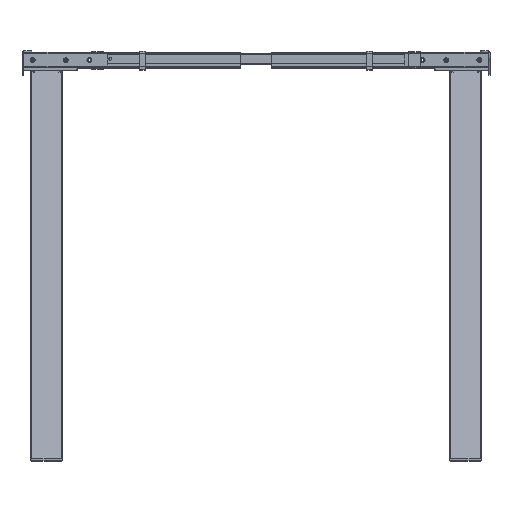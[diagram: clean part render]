
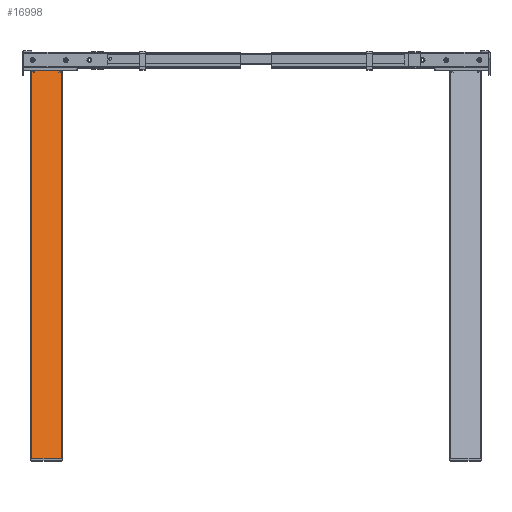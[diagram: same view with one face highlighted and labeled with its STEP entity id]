
A CAD part, top view. The second image highlights one B-rep face of the part: STEP entity #16998.
In plain terms, the highlighted planar face has unit normal (0, 0.242, 0.97).
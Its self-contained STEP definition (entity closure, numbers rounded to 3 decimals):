
#513 = VECTOR ( 'NONE', #16621, 1000. ) ;
#534 = VECTOR ( 'NONE', #16815, 1000. ) ;
#554 = CARTESIAN_POINT ( 'NONE',  ( -577., 1001.028, 147. ) ) ;
#568 = LINE ( 'NONE', #4807, #922 ) ;
#922 = VECTOR ( 'NONE', #13609, 1000. ) ;
#1168 = LINE ( 'NONE', #3708, #21607 ) ;
#1743 = ORIENTED_EDGE ( 'NONE', *, *, #29009, .T. ) ;
#2436 = AXIS2_PLACEMENT_3D ( 'NONE', #16964, #21734, #16764 ) ;
#3708 = CARTESIAN_POINT ( 'NONE',  ( -499., 1008.286, 145.19 ) ) ;
#4079 = LINE ( 'NONE', #21586, #534 ) ;
#4783 = VERTEX_POINT ( 'NONE', #8387 ) ;
#4807 = CARTESIAN_POINT ( 'NONE',  ( -499., 5., 395.338 ) ) ;
#5474 = EDGE_LOOP ( 'NONE', ( #25764, #26269, #1743, #26910 ) ) ;
#8387 = CARTESIAN_POINT ( 'NONE',  ( -499., 1001.028, 147. ) ) ;
#8946 = VERTEX_POINT ( 'NONE', #8960 ) ;
#8960 = CARTESIAN_POINT ( 'NONE',  ( -499., 5., 395.338 ) ) ;
#10348 = VERTEX_POINT ( 'NONE', #17375 ) ;
#13364 = LINE ( 'NONE', #554, #513 ) ;
#13467 = EDGE_CURVE ( 'NONE', #18635, #8946, #568, .T. ) ;
#13609 = DIRECTION ( 'NONE',  ( 1., 0., 0. ) ) ;
#16621 = DIRECTION ( 'NONE',  ( 1., 0., 0. ) ) ;
#16764 = DIRECTION ( 'NONE',  ( -1., 0., 0. ) ) ;
#16815 = DIRECTION ( 'NONE',  ( 0., -0.97, 0.242 ) ) ;
#16964 = CARTESIAN_POINT ( 'NONE',  ( -499., 1008.286, 145.19 ) ) ;
#16998 = ADVANCED_FACE ( 'NONE', ( #28859 ), #28658, .F. ) ;
#17375 = CARTESIAN_POINT ( 'NONE',  ( -575., 1001.028, 147. ) ) ;
#17745 = EDGE_CURVE ( 'NONE', #10348, #4783, #13364, .T. ) ;
#18635 = VERTEX_POINT ( 'NONE', #29682 ) ;
#21586 = CARTESIAN_POINT ( 'NONE',  ( -575., 1008.286, 145.19 ) ) ;
#21607 = VECTOR ( 'NONE', #28801, 1000. ) ;
#21734 = DIRECTION ( 'NONE',  ( 0., -0.242, -0.97 ) ) ;
#21803 = EDGE_CURVE ( 'NONE', #4783, #8946, #1168, .T. ) ;
#25764 = ORIENTED_EDGE ( 'NONE', *, *, #21803, .F. ) ;
#26269 = ORIENTED_EDGE ( 'NONE', *, *, #17745, .F. ) ;
#26910 = ORIENTED_EDGE ( 'NONE', *, *, #13467, .T. ) ;
#28658 = PLANE ( 'NONE',  #2436 ) ;
#28801 = DIRECTION ( 'NONE',  ( 0., -0.97, 0.242 ) ) ;
#28859 = FACE_OUTER_BOUND ( 'NONE', #5474, .T. ) ;
#29009 = EDGE_CURVE ( 'NONE', #10348, #18635, #4079, .T. ) ;
#29682 = CARTESIAN_POINT ( 'NONE',  ( -575., 5., 395.338 ) ) ;
